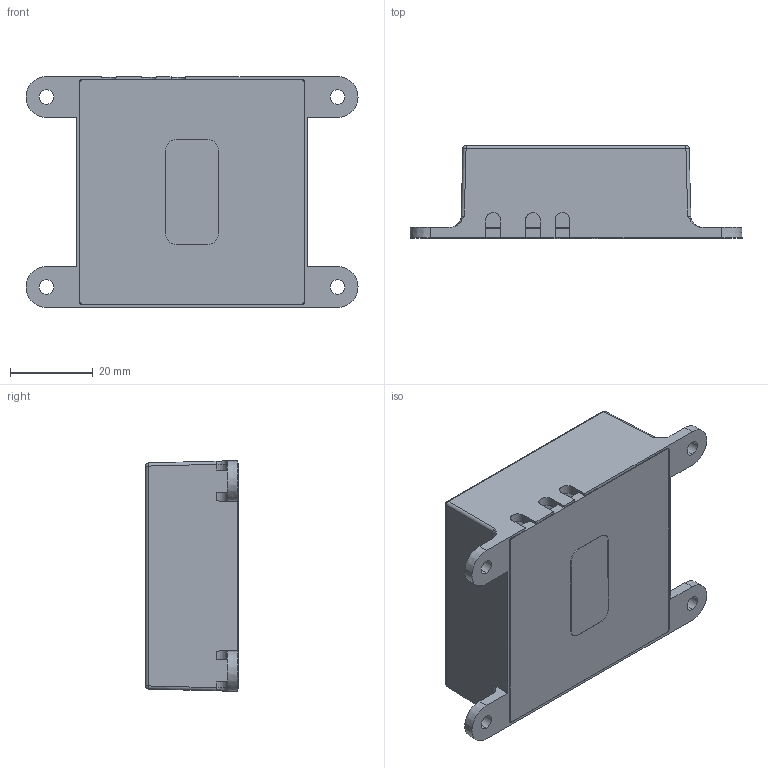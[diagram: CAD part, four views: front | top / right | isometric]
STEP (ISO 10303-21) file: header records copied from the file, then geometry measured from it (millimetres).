
FILE_DESCRIPTION (( 'STEP AP214' ), '1' );
FILE_NAME ('1100-777-E.STEP', '2019-01-03T22:01:26', ( '' ), ( '' ), 'SwSTEP 2.0', 'SolidWorks 2018', '' );
FILE_SCHEMA (( 'AUTOMOTIVE_DESIGN' ));
Length unit declared in the file: inch
Products named in the file (7): 2001-050; 2021-038; 2001-049; Adhesive_2600-084; 1100-777-E; 2003-1052; 2003-433
Assembly tree (5 placements, depth 3):
  Adhesive_2600-084
  1100-777-E
    2021-038
      2001-050
    2003-1052
    2001-049
    2003-433
Bounding box: 80.37 x 22.51 x 55.88 mm (x, y, z)
Volume: 23538.1 mm3; surface area: 25658.6 mm2
Topology: 4 solids, 4 shells, 1438 faces, 3840 edges, 2552 vertices
Faces by surface type: plane 808, bspline 579, cylinder 43, cone 4, sphere 4
Entity records: 89534 total; most frequent: CARTESIAN_POINT 41016, ORIENTED_EDGE 7672, DIRECTION 4452, EDGE_CURVE 3836, VECTOR 2580, LINE 2580, VERTEX_POINT 2552, EDGE_LOOP 1592
